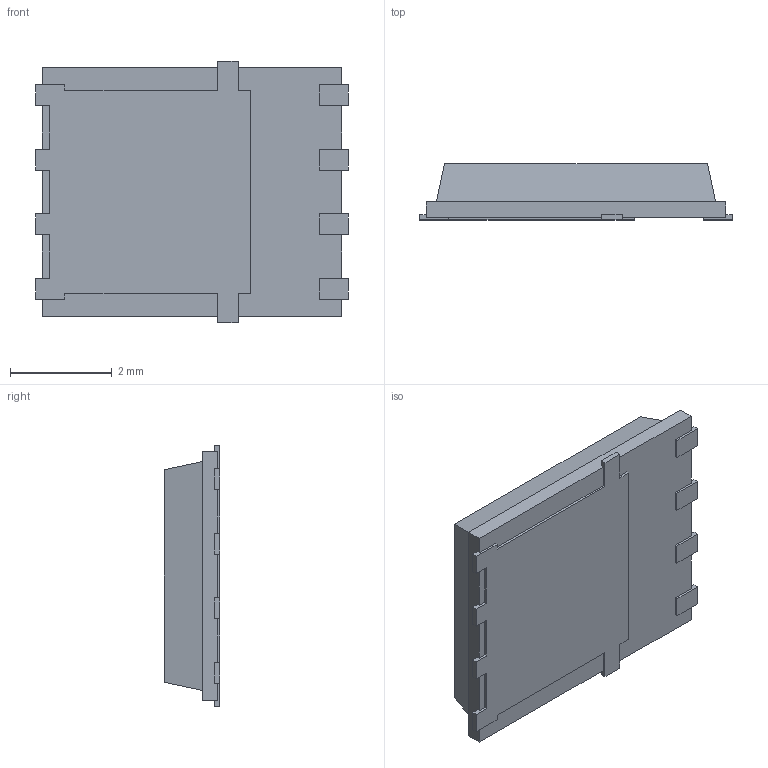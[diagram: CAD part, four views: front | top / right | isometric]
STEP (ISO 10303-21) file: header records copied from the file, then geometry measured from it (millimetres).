
FILE_DESCRIPTION (( 'STEP AP214' ), '1' );
FILE_NAME ('SIR422DP-T1-GE3.STEP', '2022-09-20T10:51:35', ( '' ), ( '' ), 'SwSTEP 2.0', 'SolidWorks 2018', '' );
FILE_SCHEMA (( 'AUTOMOTIVE_DESIGN' ));
Length unit declared in the file: millimetre
Products named in the file (1): SIR422DP-T1-GE3
Bounding box: 6.15 x 1.1 x 5.15 mm (x, y, z)
Volume: 26.9 mm3; surface area: 78.6 mm2
Topology: 1 solids, 1 shells, 78 faces, 222 edges, 148 vertices
Faces by surface type: plane 76, cylinder 2
Entity records: 3382 total; most frequent: CARTESIAN_POINT 449, ORIENTED_EDGE 444, DIRECTION 384, EDGE_CURVE 222, VECTOR 218, LINE 218, VERTEX_POINT 148, AXIS2_PLACEMENT_3D 83
